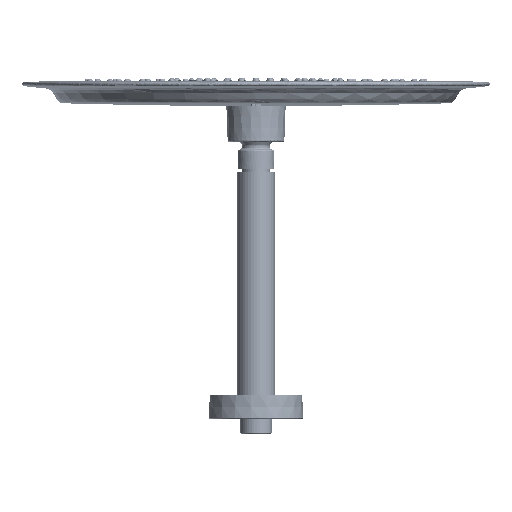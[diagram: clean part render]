
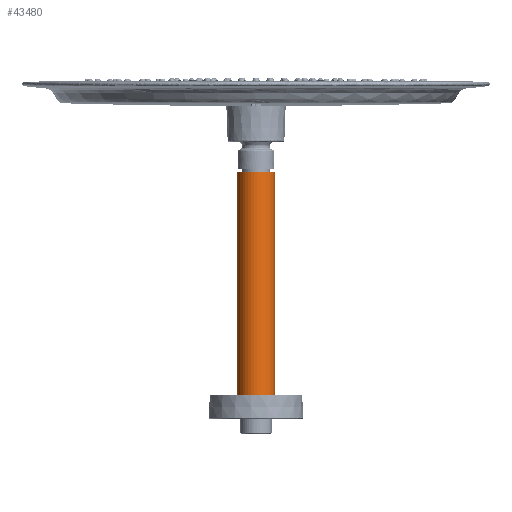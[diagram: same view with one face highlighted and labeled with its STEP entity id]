
A CAD part, front view. The second image highlights one B-rep face of the part: STEP entity #43480.
In plain terms, the highlighted cylindrical face has radius 12 mm (diameter 24 mm), a full revolution.
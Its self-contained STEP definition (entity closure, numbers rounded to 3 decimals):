
#991 = AXIS2_PLACEMENT_3D ( 'NONE', #36074, #27853, #71973 ) ;
#1055 = ORIENTED_EDGE ( 'NONE', *, *, #112176, .F. ) ;
#8623 = EDGE_LOOP ( 'NONE', ( #1055 ) ) ;
#16388 = DIRECTION ( 'NONE',  ( 0., 0., -1. ) ) ;
#16782 = FACE_OUTER_BOUND ( 'NONE', #72852, .T. ) ;
#24616 = CARTESIAN_POINT ( 'NONE',  ( 0., 0., -193.4 ) ) ;
#24989 = EDGE_CURVE ( 'NONE', #110390, #110390, #51665, .T. ) ;
#25190 = DIRECTION ( 'NONE',  ( 0.107, 0.994, 0. ) ) ;
#27853 = DIRECTION ( 'NONE',  ( 0., 0., -1. ) ) ;
#36074 = CARTESIAN_POINT ( 'NONE',  ( 0., 0., -43.4 ) ) ;
#43240 = CYLINDRICAL_SURFACE ( 'NONE', #67640, 12. ) ;
#43480 = ADVANCED_FACE ( 'NONE', ( #52086, #16782 ), #43240, .T. ) ;
#48267 = CIRCLE ( 'NONE', #106357, 12. ) ;
#51665 = CIRCLE ( 'NONE', #991, 12. ) ;
#52086 = FACE_OUTER_BOUND ( 'NONE', #8623, .T. ) ;
#60622 = VERTEX_POINT ( 'NONE', #96434 ) ;
#66343 = CARTESIAN_POINT ( 'NONE',  ( 1.279, 11.932, -43.4 ) ) ;
#67640 = AXIS2_PLACEMENT_3D ( 'NONE', #86149, #79120, #76785 ) ;
#71973 = DIRECTION ( 'NONE',  ( 0.107, 0.994, 0. ) ) ;
#72149 = ORIENTED_EDGE ( 'NONE', *, *, #24989, .T. ) ;
#72852 = EDGE_LOOP ( 'NONE', ( #72149 ) ) ;
#76785 = DIRECTION ( 'NONE',  ( -0.107, -0.994, 0. ) ) ;
#79120 = DIRECTION ( 'NONE',  ( 0., 0., 1. ) ) ;
#86149 = CARTESIAN_POINT ( 'NONE',  ( 0., 0., -193.4 ) ) ;
#96434 = CARTESIAN_POINT ( 'NONE',  ( 1.279, 11.932, -193.4 ) ) ;
#106357 = AXIS2_PLACEMENT_3D ( 'NONE', #24616, #16388, #25190 ) ;
#110390 = VERTEX_POINT ( 'NONE', #66343 ) ;
#112176 = EDGE_CURVE ( 'NONE', #60622, #60622, #48267, .T. ) ;
